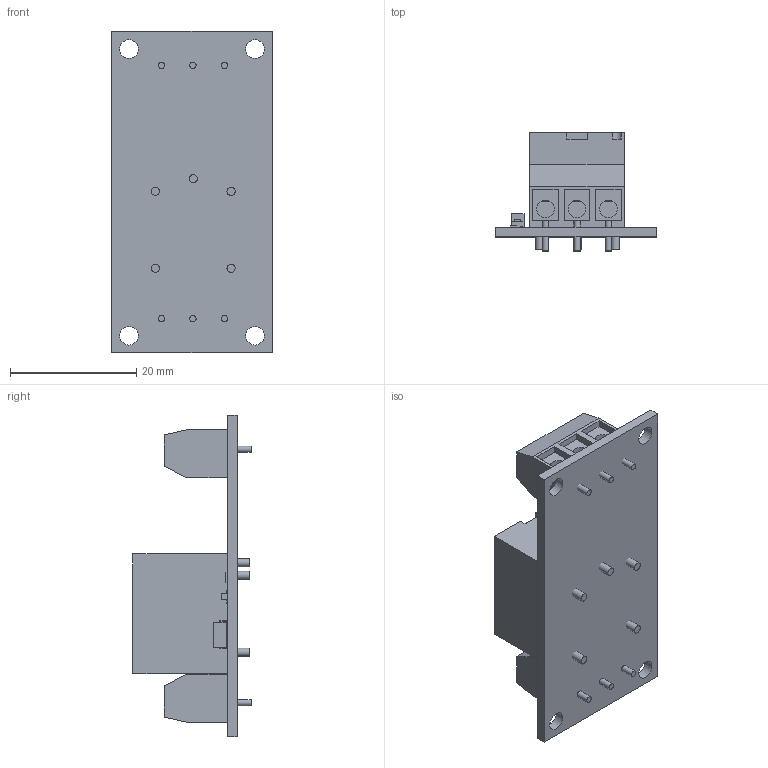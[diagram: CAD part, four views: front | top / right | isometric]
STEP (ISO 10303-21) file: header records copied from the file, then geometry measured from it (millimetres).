
FILE_DESCRIPTION(/* description */ (''),/* implementation_level */ '2;1');
FILE_NAME(/* name */ '5V One Channel Relay.step',/* time_stamp */ '2022-02-07T20:24:35-07:00',/* author */ (''),/* organization */ (''),/* preprocessor_version */ 'ST-DEVELOPER v18.1',/* originating_system */ 'Autodesk Translation Framework v10.13.0.1454',/* authorisation */ '');
FILE_SCHEMA (('AUTOMOTIVE_DESIGN { 1 0 10303 214 3 1 1 }'));
Length unit declared in the file: millimetre
Products named in the file (1): Youngneer Single Chsnnel 5V Relay
Bounding box: 25.5 x 18.75 x 51 mm (x, y, z)
Volume: 8011.2 mm3; surface area: 7988.9 mm2
Topology: 25 solids, 25 shells, 1221 faces, 3237 edges, 2152 vertices
Faces by surface type: plane 609, bspline 551, cylinder 61
Full cylindrical faces by diameter (mm): 1 x9, 1.3 x5, 1.68 x12, 2.8 x6, 2.95 x4, 4 x12
Entity records: 43418 total; most frequent: CARTESIAN_POINT 16416, ORIENTED_EDGE 6474, DIRECTION 3617, EDGE_CURVE 3237, VERTEX_POINT 2152, LINE 1983, VECTOR 1983, EDGE_LOOP 1345
